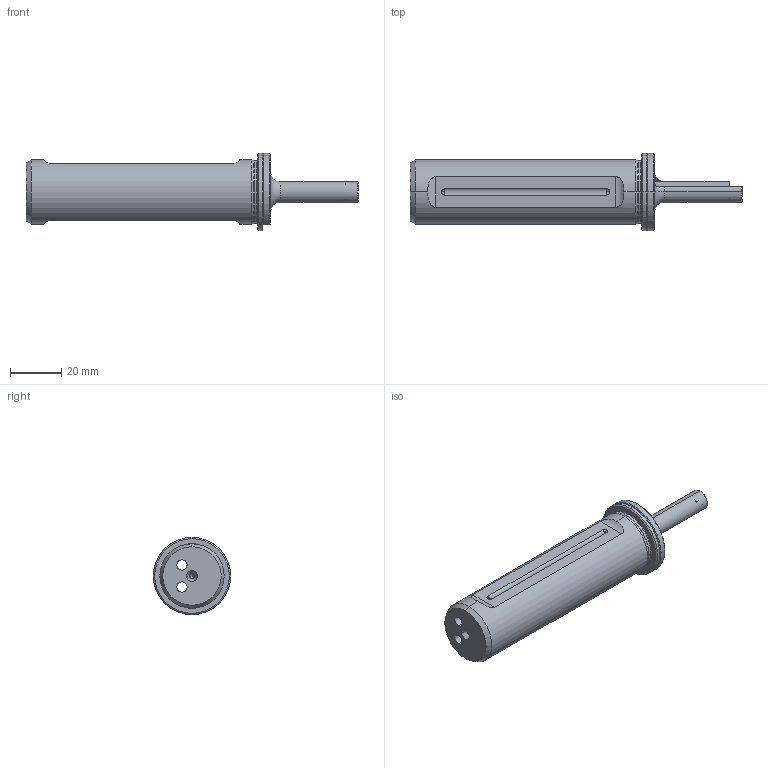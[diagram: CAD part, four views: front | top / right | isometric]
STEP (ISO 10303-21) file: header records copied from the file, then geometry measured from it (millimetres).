
FILE_DESCRIPTION (( 'STEP AP203' ), '1' );
FILE_NAME ('UT-HEX-9_11-25.STEP', '2023-07-17T08:40:36', ( 'TECNICO' ), ( '' ), 'SwSTEP 2.0', 'SolidWorks 2020', '' );
FILE_SCHEMA (( 'CONFIG_CONTROL_DESIGN' ));
Length unit declared in the file: millimetre
Products named in the file (1): UT-HEX-9_11-25
Bounding box: 129 x 30 x 30 mm (x, y, z)
Volume: 44678.7 mm3; surface area: 12110.7 mm2
Topology: 1 solids, 1 shells, 117 faces, 296 edges, 177 vertices
Faces by surface type: cylinder 38, cone 33, plane 28, torus 10, sphere 8
Entity records: 3829 total; most frequent: CARTESIAN_POINT 947, DIRECTION 620, ORIENTED_EDGE 576, EDGE_CURVE 288, AXIS2_PLACEMENT_3D 252, VERTEX_POINT 177, CIRCLE 134, EDGE_LOOP 125
